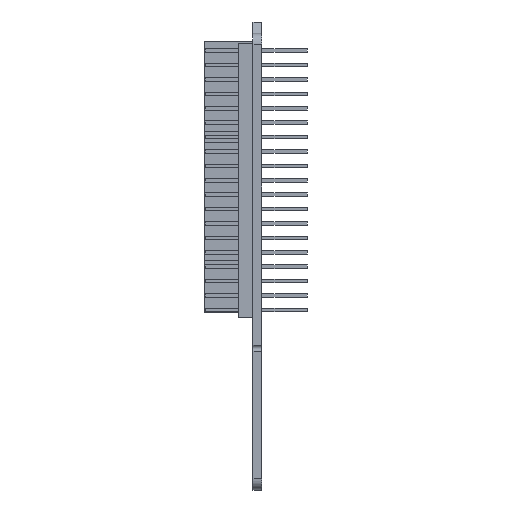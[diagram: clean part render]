
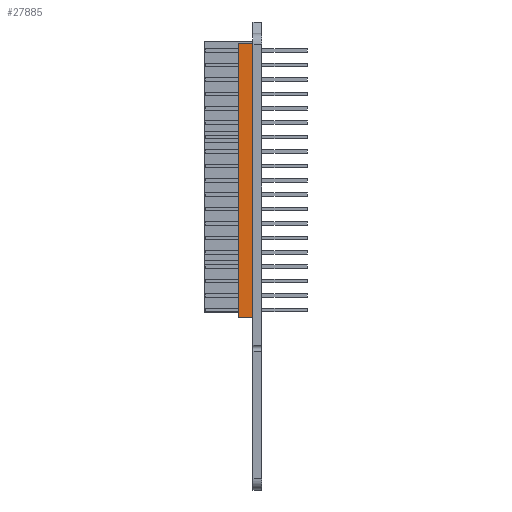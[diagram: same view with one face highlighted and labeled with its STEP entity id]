
A CAD part, left-side view. The second image highlights one B-rep face of the part: STEP entity #27885.
In plain terms, the highlighted planar face has unit normal (-1, 0, 0).
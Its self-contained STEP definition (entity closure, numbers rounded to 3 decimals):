
#1251 = VERTEX_POINT ( 'NONE', #4998 ) ;
#1357 = CARTESIAN_POINT ( 'NONE',  ( -41.91, 3.32, -1.27 ) ) ;
#1425 = AXIS2_PLACEMENT_3D ( 'NONE', #2410, #17780, #27428 ) ;
#1436 = VECTOR ( 'NONE', #10212, 1000. ) ;
#2410 = CARTESIAN_POINT ( 'NONE',  ( -41.91, 3.32, -1.27 ) ) ;
#2900 = DIRECTION ( 'NONE',  ( 0., -1., 0. ) ) ;
#3509 = CARTESIAN_POINT ( 'NONE',  ( -41.91, 3.32, -1.27 ) ) ;
#4981 = VERTEX_POINT ( 'NONE', #13475 ) ;
#4994 = ORIENTED_EDGE ( 'NONE', *, *, #25450, .F. ) ;
#4998 = CARTESIAN_POINT ( 'NONE',  ( -41.91, 3.32, -1.27 ) ) ;
#5761 = VERTEX_POINT ( 'NONE', #10682 ) ;
#6112 = EDGE_CURVE ( 'NONE', #5761, #1251, #25416, .T. ) ;
#8005 = ORIENTED_EDGE ( 'NONE', *, *, #17809, .T. ) ;
#8632 = VECTOR ( 'NONE', #2900, 1000. ) ;
#10212 = DIRECTION ( 'NONE',  ( 0., 0., 1. ) ) ;
#10377 = ORIENTED_EDGE ( 'NONE', *, *, #20860, .T. ) ;
#10682 = CARTESIAN_POINT ( 'NONE',  ( -41.91, 3.32, -49.53 ) ) ;
#11471 = LINE ( 'NONE', #22751, #8632 ) ;
#13292 = PLANE ( 'NONE',  #1425 ) ;
#13475 = CARTESIAN_POINT ( 'NONE',  ( -41.91, 0.79, -49.53 ) ) ;
#14751 = ORIENTED_EDGE ( 'NONE', *, *, #6112, .F. ) ;
#15477 = FACE_OUTER_BOUND ( 'NONE', #18278, .T. ) ;
#15941 = CARTESIAN_POINT ( 'NONE',  ( -41.91, 0.79, -1.27 ) ) ;
#16702 = LINE ( 'NONE', #3509, #24209 ) ;
#17780 = DIRECTION ( 'NONE',  ( 1., 0., 0. ) ) ;
#17809 = EDGE_CURVE ( 'NONE', #4981, #23987, #24633, .T. ) ;
#18278 = EDGE_LOOP ( 'NONE', ( #8005, #4994, #14751, #10377 ) ) ;
#18561 = VECTOR ( 'NONE', #19993, 1000. ) ;
#19993 = DIRECTION ( 'NONE',  ( 0., 0., 1. ) ) ;
#20749 = DIRECTION ( 'NONE',  ( 0., -1., 0. ) ) ;
#20860 = EDGE_CURVE ( 'NONE', #5761, #4981, #11471, .T. ) ;
#22397 = CARTESIAN_POINT ( 'NONE',  ( -41.91, 0.79, -1.27 ) ) ;
#22751 = CARTESIAN_POINT ( 'NONE',  ( -41.91, 3.32, -49.53 ) ) ;
#23987 = VERTEX_POINT ( 'NONE', #22397 ) ;
#24209 = VECTOR ( 'NONE', #20749, 1000. ) ;
#24633 = LINE ( 'NONE', #15941, #18561 ) ;
#25416 = LINE ( 'NONE', #1357, #1436 ) ;
#25450 = EDGE_CURVE ( 'NONE', #1251, #23987, #16702, .T. ) ;
#27428 = DIRECTION ( 'NONE',  ( 0., 0., -1. ) ) ;
#27885 = ADVANCED_FACE ( 'NONE', ( #15477 ), #13292, .F. ) ;
